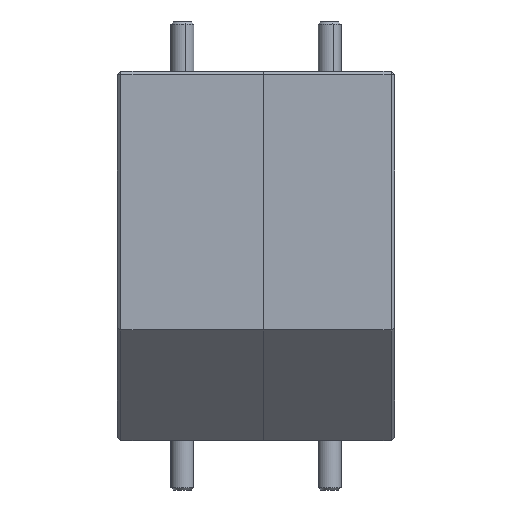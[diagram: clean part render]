
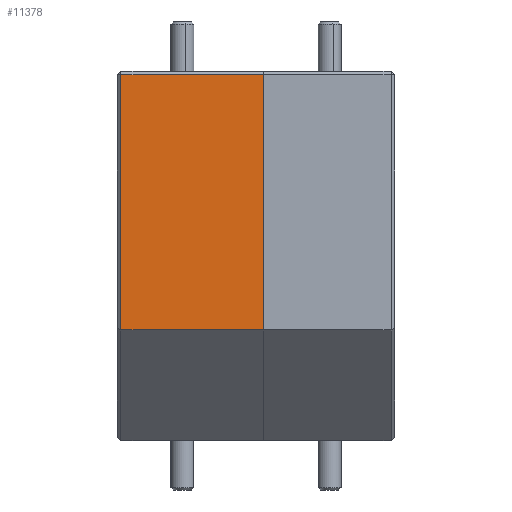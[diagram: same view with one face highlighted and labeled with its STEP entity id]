
A CAD part, left-side view. The second image highlights one B-rep face of the part: STEP entity #11378.
In plain terms, the highlighted planar face has unit normal (-1, 0, 0).
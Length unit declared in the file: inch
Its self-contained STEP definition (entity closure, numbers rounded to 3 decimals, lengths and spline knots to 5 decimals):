
#264 = LINE ( 'NONE', #7443, #10501 ) ;
#472 = VERTEX_POINT ( 'NONE', #34598 ) ;
#548 = DIRECTION ( 'NONE',  ( 0., 0., -1. ) ) ;
#1637 = LINE ( 'NONE', #21482, #42212 ) ;
#1724 = EDGE_CURVE ( 'NONE', #472, #37632, #264, .T. ) ;
#1756 = VECTOR ( 'NONE', #548, 39.37008 ) ;
#4378 = VECTOR ( 'NONE', #17982, 39.37008 ) ;
#6677 = CARTESIAN_POINT ( 'NONE',  ( -4.93626, 2.25241, 1.88068 ) ) ;
#7443 = CARTESIAN_POINT ( 'NONE',  ( -4.93626, 2.26241, 1.87068 ) ) ;
#8858 = VERTEX_POINT ( 'NONE', #35841 ) ;
#10501 = VECTOR ( 'NONE', #33313, 39.37008 ) ;
#10881 = ORIENTED_EDGE ( 'NONE', *, *, #1724, .T. ) ;
#11378 = ADVANCED_FACE ( 'NONE', ( #20576 ), #17118, .F. ) ;
#14971 = DIRECTION ( 'NONE',  ( 0., 0., 1. ) ) ;
#17118 = PLANE ( 'NONE',  #40377 ) ;
#17332 = CARTESIAN_POINT ( 'NONE',  ( -4.93626, 2.26241, 1.18068 ) ) ;
#17982 = DIRECTION ( 'NONE',  ( 0., -1., 0. ) ) ;
#18703 = ORIENTED_EDGE ( 'NONE', *, *, #21712, .T. ) ;
#20576 = FACE_OUTER_BOUND ( 'NONE', #32613, .T. ) ;
#21482 = CARTESIAN_POINT ( 'NONE',  ( -4.93626, 1.86741, 1.88068 ) ) ;
#21712 = EDGE_CURVE ( 'NONE', #37632, #8858, #33848, .T. ) ;
#23770 = DIRECTION ( 'NONE',  ( 0., 0., -1. ) ) ;
#25576 = ORIENTED_EDGE ( 'NONE', *, *, #42894, .T. ) ;
#25812 = CARTESIAN_POINT ( 'NONE',  ( -4.93626, 1.86741, 1.18068 ) ) ;
#26813 = DIRECTION ( 'NONE',  ( 1., 0., 0. ) ) ;
#26994 = CARTESIAN_POINT ( 'NONE',  ( -4.93626, 2.25241, 1.87068 ) ) ;
#27485 = LINE ( 'NONE', #17332, #4378 ) ;
#32613 = EDGE_LOOP ( 'NONE', ( #41962, #10881, #18703, #25576 ) ) ;
#33313 = DIRECTION ( 'NONE',  ( 0., 1., 0. ) ) ;
#33387 = EDGE_CURVE ( 'NONE', #37013, #472, #1637, .T. ) ;
#33848 = LINE ( 'NONE', #6677, #1756 ) ;
#34598 = CARTESIAN_POINT ( 'NONE',  ( -4.93626, 1.86741, 1.87068 ) ) ;
#35841 = CARTESIAN_POINT ( 'NONE',  ( -4.93626, 2.25241, 1.18068 ) ) ;
#37013 = VERTEX_POINT ( 'NONE', #25812 ) ;
#37632 = VERTEX_POINT ( 'NONE', #26994 ) ;
#40302 = CARTESIAN_POINT ( 'NONE',  ( -4.93626, 2.26241, 1.88068 ) ) ;
#40377 = AXIS2_PLACEMENT_3D ( 'NONE', #40302, #26813, #23770 ) ;
#41962 = ORIENTED_EDGE ( 'NONE', *, *, #33387, .T. ) ;
#42212 = VECTOR ( 'NONE', #14971, 39.37008 ) ;
#42894 = EDGE_CURVE ( 'NONE', #8858, #37013, #27485, .T. ) ;
